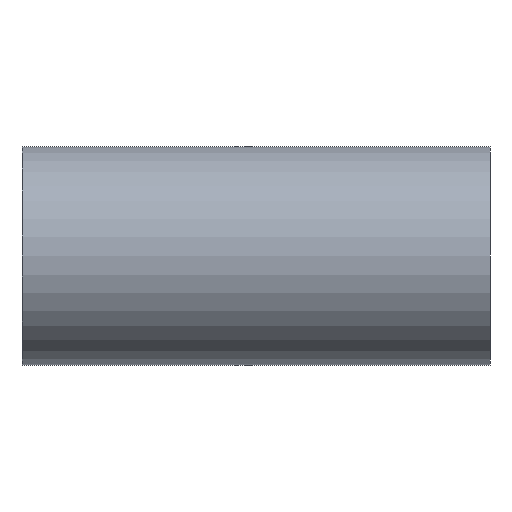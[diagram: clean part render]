
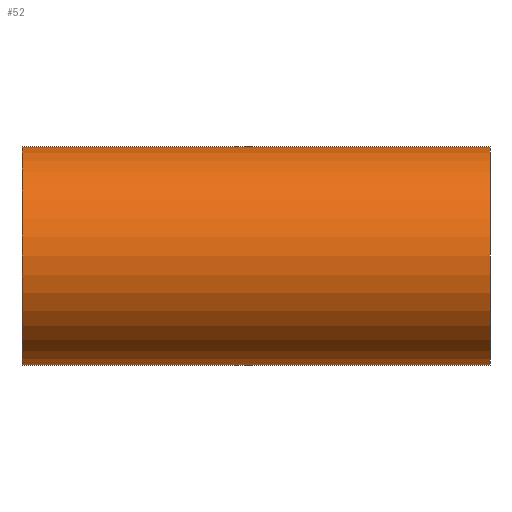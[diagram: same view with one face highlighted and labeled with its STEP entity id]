
A CAD part, front view. The second image highlights one B-rep face of the part: STEP entity #52.
In plain terms, the highlighted cylindrical face has radius 14 mm (diameter 28 mm), a partial arc.
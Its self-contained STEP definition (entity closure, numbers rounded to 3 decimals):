
#3 = LINE ( 'NONE', #158, #145 ) ;
#27 = CARTESIAN_POINT ( 'NONE',  ( -30., 0., -14. ) ) ;
#28 = VECTOR ( 'NONE', #176, 1000. ) ;
#30 = ORIENTED_EDGE ( 'NONE', *, *, #92, .T. ) ;
#40 = CARTESIAN_POINT ( 'NONE',  ( 30., 0., -14. ) ) ;
#49 = AXIS2_PLACEMENT_3D ( 'NONE', #124, #187, #139 ) ;
#52 = ADVANCED_FACE ( 'NONE', ( #173 ), #97, .T. ) ;
#53 = VERTEX_POINT ( 'NONE', #95 ) ;
#56 = CARTESIAN_POINT ( 'NONE',  ( -30., 0., -14. ) ) ;
#59 = CARTESIAN_POINT ( 'NONE',  ( -30., 0., 0. ) ) ;
#63 = EDGE_CURVE ( 'NONE', #172, #53, #3, .T. ) ;
#66 = DIRECTION ( 'NONE',  ( -1., 0., 0. ) ) ;
#71 = ORIENTED_EDGE ( 'NONE', *, *, #194, .F. ) ;
#88 = CARTESIAN_POINT ( 'NONE',  ( 30., 0., 0. ) ) ;
#92 = EDGE_CURVE ( 'NONE', #180, #172, #99, .T. ) ;
#95 = CARTESIAN_POINT ( 'NONE',  ( -30., 0., 14. ) ) ;
#97 = CYLINDRICAL_SURFACE ( 'NONE', #49, 14. ) ;
#99 = CIRCLE ( 'NONE', #171, 14. ) ;
#102 = ORIENTED_EDGE ( 'NONE', *, *, #130, .F. ) ;
#107 = DIRECTION ( 'NONE',  ( 0., 0., 1. ) ) ;
#109 = AXIS2_PLACEMENT_3D ( 'NONE', #59, #149, #118 ) ;
#118 = DIRECTION ( 'NONE',  ( 0., 0., 1. ) ) ;
#119 = DIRECTION ( 'NONE',  ( -1., 0., 0. ) ) ;
#124 = CARTESIAN_POINT ( 'NONE',  ( -30., 0., 0. ) ) ;
#130 = EDGE_CURVE ( 'NONE', #186, #53, #199, .T. ) ;
#139 = DIRECTION ( 'NONE',  ( 0., 0., 1. ) ) ;
#145 = VECTOR ( 'NONE', #66, 1000. ) ;
#149 = DIRECTION ( 'NONE',  ( -1., 0., 0. ) ) ;
#158 = CARTESIAN_POINT ( 'NONE',  ( -30., 0., 14. ) ) ;
#161 = LINE ( 'NONE', #56, #28 ) ;
#171 = AXIS2_PLACEMENT_3D ( 'NONE', #88, #119, #107 ) ;
#172 = VERTEX_POINT ( 'NONE', #196 ) ;
#173 = FACE_OUTER_BOUND ( 'NONE', #192, .T. ) ;
#176 = DIRECTION ( 'NONE',  ( -1., 0., 0. ) ) ;
#180 = VERTEX_POINT ( 'NONE', #40 ) ;
#186 = VERTEX_POINT ( 'NONE', #27 ) ;
#187 = DIRECTION ( 'NONE',  ( -1., 0., 0. ) ) ;
#188 = ORIENTED_EDGE ( 'NONE', *, *, #63, .T. ) ;
#192 = EDGE_LOOP ( 'NONE', ( #71, #30, #188, #102 ) ) ;
#194 = EDGE_CURVE ( 'NONE', #180, #186, #161, .T. ) ;
#196 = CARTESIAN_POINT ( 'NONE',  ( 30., 0., 14. ) ) ;
#199 = CIRCLE ( 'NONE', #109, 14. ) ;
